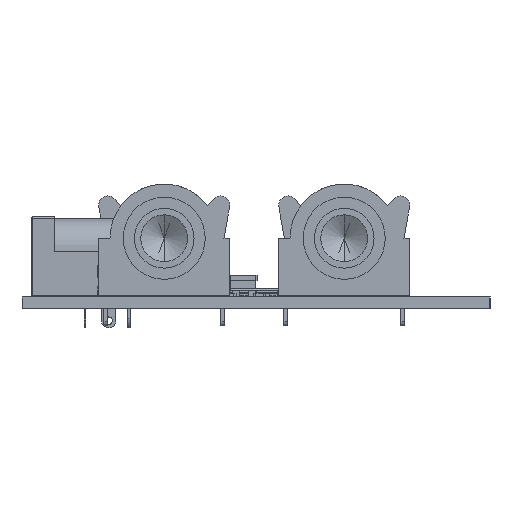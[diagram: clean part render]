
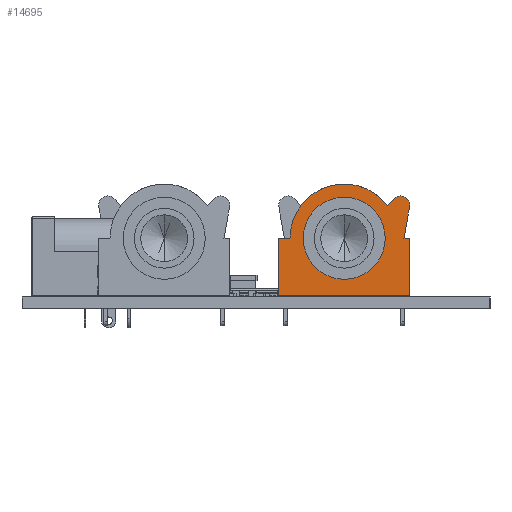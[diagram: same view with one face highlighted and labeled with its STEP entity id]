
A CAD part, left-side view. The second image highlights one B-rep face of the part: STEP entity #14695.
In plain terms, the highlighted face is planar.
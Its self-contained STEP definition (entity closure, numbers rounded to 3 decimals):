
#14695 = ADVANCED_FACE('',(#14696,#14772),#14792,.T.);
#14696 = FACE_BOUND('',#14697,.F.);
#14697 = EDGE_LOOP('',(#14698,#14708,#14716,#14724,#14732,#14741,#14749,
    #14758,#14766));
#14698 = ORIENTED_EDGE('',*,*,#14699,.F.);
#14699 = EDGE_CURVE('',#14700,#14702,#14704,.T.);
#14700 = VERTEX_POINT('',#14701);
#14701 = CARTESIAN_POINT('',(9.1,0.22,0.));
#14702 = VERTEX_POINT('',#14703);
#14703 = CARTESIAN_POINT('',(9.1,8.14,0.));
#14704 = LINE('',#14705,#14706);
#14705 = CARTESIAN_POINT('',(9.1,0.22,0.));
#14706 = VECTOR('',#14707,1.);
#14707 = DIRECTION('',(0.,1.,0.));
#14708 = ORIENTED_EDGE('',*,*,#14709,.F.);
#14709 = EDGE_CURVE('',#14710,#14700,#14712,.T.);
#14710 = VERTEX_POINT('',#14711);
#14711 = CARTESIAN_POINT('',(-9.1,0.22,0.));
#14712 = LINE('',#14713,#14714);
#14713 = CARTESIAN_POINT('',(-9.1,0.22,0.));
#14714 = VECTOR('',#14715,1.);
#14715 = DIRECTION('',(1.,0.,0.));
#14716 = ORIENTED_EDGE('',*,*,#14717,.F.);
#14717 = EDGE_CURVE('',#14718,#14710,#14720,.T.);
#14718 = VERTEX_POINT('',#14719);
#14719 = CARTESIAN_POINT('',(-9.1,8.14,0.));
#14720 = LINE('',#14721,#14722);
#14721 = CARTESIAN_POINT('',(-9.1,8.14,0.));
#14722 = VECTOR('',#14723,1.);
#14723 = DIRECTION('',(0.,-1.,0.));
#14724 = ORIENTED_EDGE('',*,*,#14725,.F.);
#14725 = EDGE_CURVE('',#14726,#14718,#14728,.T.);
#14726 = VERTEX_POINT('',#14727);
#14727 = CARTESIAN_POINT('',(-7.53,8.14,0.));
#14728 = LINE('',#14729,#14730);
#14729 = CARTESIAN_POINT('',(-7.53,8.14,0.));
#14730 = VECTOR('',#14731,1.);
#14731 = DIRECTION('',(-1.,0.,0.));
#14732 = ORIENTED_EDGE('',*,*,#14733,.F.);
#14733 = EDGE_CURVE('',#14734,#14726,#14736,.T.);
#14734 = VERTEX_POINT('',#14735);
#14735 = CARTESIAN_POINT('',(6.035,12.644,0.));
#14736 = CIRCLE('',#14737,7.53);
#14737 = AXIS2_PLACEMENT_3D('',#14738,#14739,#14740);
#14738 = CARTESIAN_POINT('',(0.,8.14,0.));
#14739 = DIRECTION('',(0.,0.,1.));
#14740 = DIRECTION('',(0.801,0.598,-0.));
#14741 = ORIENTED_EDGE('',*,*,#14742,.F.);
#14742 = EDGE_CURVE('',#14743,#14734,#14745,.T.);
#14743 = VERTEX_POINT('',#14744);
#14744 = CARTESIAN_POINT('',(6.806,13.558,0.));
#14745 = LINE('',#14746,#14747);
#14746 = CARTESIAN_POINT('',(6.806,13.558,0.));
#14747 = VECTOR('',#14748,1.);
#14748 = DIRECTION('',(-0.645,-0.764,0.));
#14749 = ORIENTED_EDGE('',*,*,#14750,.F.);
#14750 = EDGE_CURVE('',#14751,#14743,#14753,.T.);
#14751 = VERTEX_POINT('',#14752);
#14752 = CARTESIAN_POINT('',(9.08,12.491,0.));
#14753 = CIRCLE('',#14754,1.3);
#14754 = AXIS2_PLACEMENT_3D('',#14755,#14756,#14757);
#14755 = CARTESIAN_POINT('',(7.8,12.72,0.));
#14756 = DIRECTION('',(0.,0.,1.));
#14757 = DIRECTION('',(0.984,-0.176,0.));
#14758 = ORIENTED_EDGE('',*,*,#14759,.F.);
#14759 = EDGE_CURVE('',#14760,#14751,#14762,.T.);
#14760 = VERTEX_POINT('',#14761);
#14761 = CARTESIAN_POINT('',(8.3,8.14,0.));
#14762 = LINE('',#14763,#14764);
#14763 = CARTESIAN_POINT('',(8.3,8.14,0.));
#14764 = VECTOR('',#14765,1.);
#14765 = DIRECTION('',(0.176,0.984,0.));
#14766 = ORIENTED_EDGE('',*,*,#14767,.F.);
#14767 = EDGE_CURVE('',#14702,#14760,#14768,.T.);
#14768 = LINE('',#14769,#14770);
#14769 = CARTESIAN_POINT('',(9.1,8.14,0.));
#14770 = VECTOR('',#14771,1.);
#14771 = DIRECTION('',(-1.,0.,0.));
#14772 = FACE_BOUND('',#14773,.F.);
#14773 = EDGE_LOOP('',(#14774,#14785));
#14774 = ORIENTED_EDGE('',*,*,#14775,.F.);
#14775 = EDGE_CURVE('',#14776,#14778,#14780,.T.);
#14776 = VERTEX_POINT('',#14777);
#14777 = CARTESIAN_POINT('',(0.,13.84,0.));
#14778 = VERTEX_POINT('',#14779);
#14779 = CARTESIAN_POINT('',(0.,2.44,0.));
#14780 = CIRCLE('',#14781,5.7);
#14781 = AXIS2_PLACEMENT_3D('',#14782,#14783,#14784);
#14782 = CARTESIAN_POINT('',(0.,8.14,0.));
#14783 = DIRECTION('',(0.,0.,-1.));
#14784 = DIRECTION('',(0.,1.,0.));
#14785 = ORIENTED_EDGE('',*,*,#14786,.F.);
#14786 = EDGE_CURVE('',#14778,#14776,#14787,.T.);
#14787 = CIRCLE('',#14788,5.7);
#14788 = AXIS2_PLACEMENT_3D('',#14789,#14790,#14791);
#14789 = CARTESIAN_POINT('',(0.,8.14,0.));
#14790 = DIRECTION('',(0.,0.,-1.));
#14791 = DIRECTION('',(0.,-1.,0.));
#14792 = PLANE('',#14793);
#14793 = AXIS2_PLACEMENT_3D('',#14794,#14795,#14796);
#14794 = CARTESIAN_POINT('',(0.,0.,0.));
#14795 = DIRECTION('',(0.,0.,1.));
#14796 = DIRECTION('',(1.,0.,-0.));
